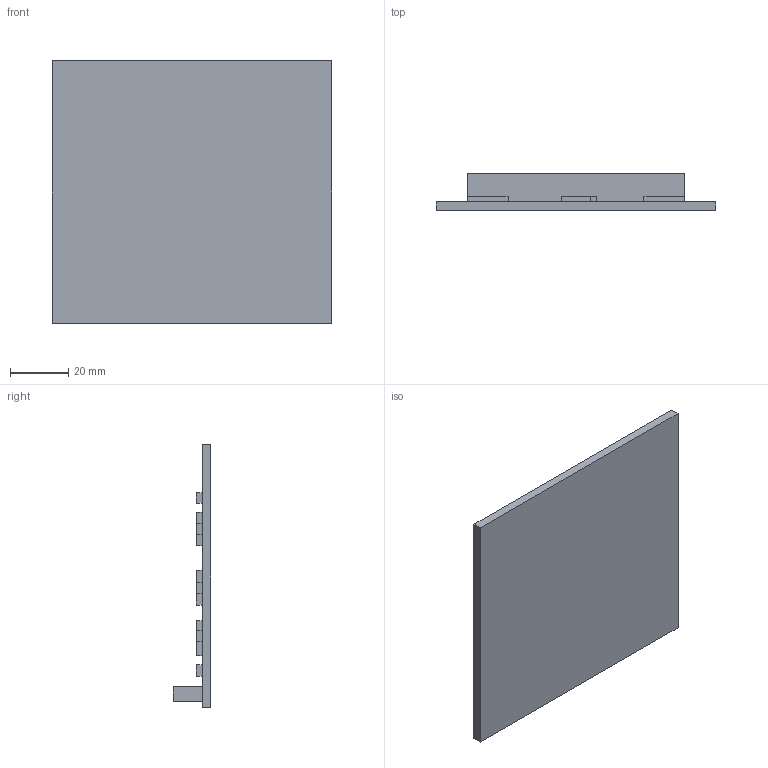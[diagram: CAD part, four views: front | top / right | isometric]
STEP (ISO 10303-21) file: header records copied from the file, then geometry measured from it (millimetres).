
FILE_DESCRIPTION (( 'STEP AP203' ), '1' );
FILE_NAME ('Serial_Card_Default_sldprt.STEP', '2020-08-14T00:47:59', ( '' ), ( '' ), 'SwSTEP 2.0', 'SolidWorks 2017', '' );
FILE_SCHEMA (( 'CONFIG_CONTROL_DESIGN' ));
Length unit declared in the file: millimetre
Products named in the file (1): Serial_Card_Default_sldprt
Bounding box: 96 x 13 x 90 mm (x, y, z)
Volume: 31578 mm3; surface area: 23834.6 mm2
Topology: 20 solids, 20 shells, 120 faces, 240 edges, 160 vertices
Faces by surface type: plane 120
Entity records: 3083 total; most frequent: CARTESIAN_POINT 521, DIRECTION 482, ORIENTED_EDGE 480, LINE 240, EDGE_CURVE 240, VECTOR 240, VERTEX_POINT 160, AXIS2_PLACEMENT_3D 121
